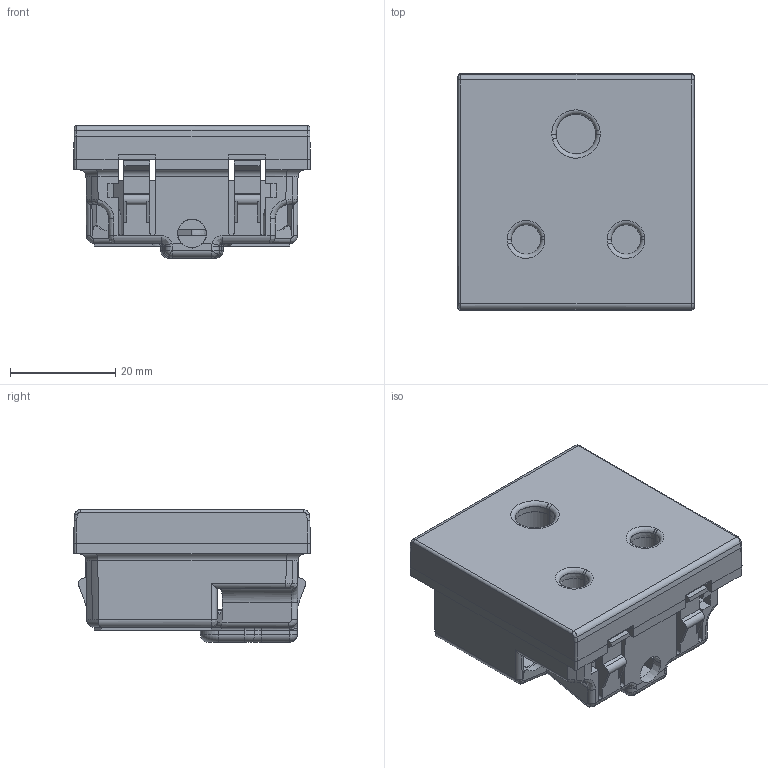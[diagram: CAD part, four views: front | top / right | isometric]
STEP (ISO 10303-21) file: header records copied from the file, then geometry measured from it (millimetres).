
FILE_DESCRIPTION(('CATIA V5 STEP Exchange','CAx-IF Rec.Pracs.--- Model Styling and Organization---1.4--- 2014-01-23'),'2;1');
FILE_NAME ('343212-2_1', '2019-11-21T11:58:50+00:00', ('none'), ('Weidmueller'), 'CATIA Version 5-6 Release 2016 SP3 HF44', 'CATIA V5 STEP AP214', 'none');
FILE_SCHEMA(('AUTOMOTIVE_DESIGN { 1 0 10303 214 1 1 1 1 }'));
Length unit declared in the file: millimetre
Products named in the file (1): 2500710000
Bounding box: 45 x 45 x 25.2 mm (x, y, z)
Volume: 20034.6 mm3; surface area: 15741.9 mm2
Topology: 2 solids, 2 shells, 490 faces, 1400 edges, 909 vertices
Faces by surface type: plane 265, cylinder 117, cone 39, torus 37, bspline 22, extrusion 6, sphere 4
Entity records: 17583 total; most frequent: CARTESIAN_POINT 5758, ORIENTED_EDGE 2792, DIRECTION 1880, EDGE_CURVE 1396, VECTOR 942, LINE 936, VERTEX_POINT 909, AXIS2_PLACEMENT_3D 566
